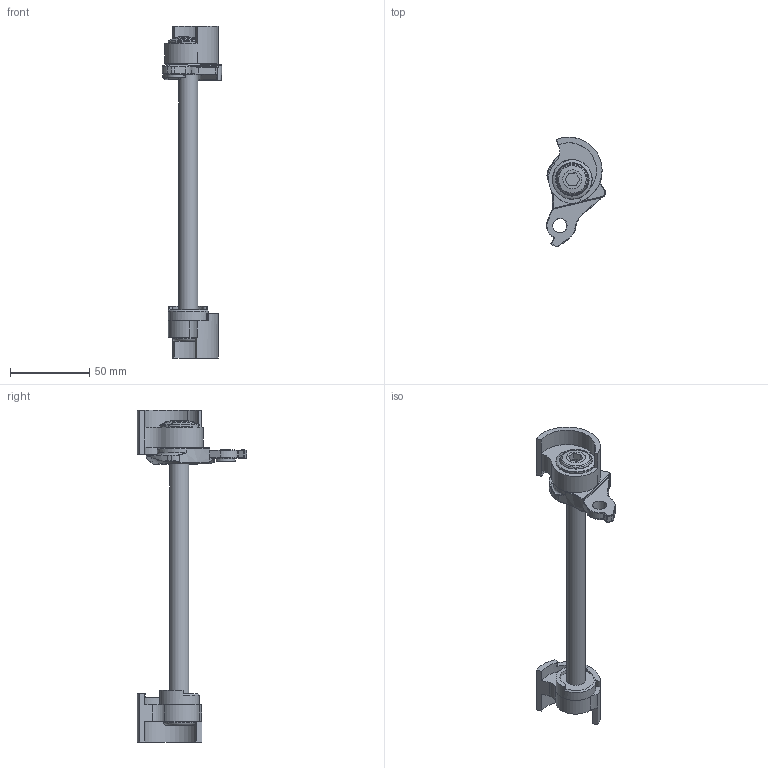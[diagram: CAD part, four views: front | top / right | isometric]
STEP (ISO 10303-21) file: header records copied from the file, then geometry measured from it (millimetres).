
FILE_DESCRIPTION(/* description */ (''),/* implementation_level */ '2;1');
FILE_NAME(/* name */ 'Dropouts.Maxle 180 12x1.UDH.step',/* time_stamp */ '2023-12-02T18:03:59+02:00',/* author */ (''),/* organization */ (''),/* preprocessor_version */ 'ST-DEVELOPER v20',/* originating_system */ 'Autodesk Translation Framework v12.14.0.127',/* authorisation */ '');
FILE_SCHEMA (('AUTOMOTIVE_DESIGN { 1 0 10303 214 3 1 1 }'));
Length unit declared in the file: millimetre
Products named in the file (6): Dropout vasak uus; Spacer; Maxle 180 12x1; Left Dropout; UDH; Right Dropout
Assembly tree (5 placements, depth 2):
  Dropout vasak uus
    Spacer
    Maxle 180 12x1
    Left Dropout
    UDH
    Right Dropout
Bounding box: 37.36 x 68.98 x 209 mm (x, y, z)
Volume: 59855.8 mm3; surface area: 29264.7 mm2
Topology: 5 solids, 6 shells, 328 faces, 827 edges, 519 vertices
Faces by surface type: cylinder 126, plane 73, bspline 54, torus 52, cone 17, sphere 6
Full cylindrical faces by diameter (mm): 9 x1, 11 x7, 11.884 x1, 11.96 x2, 12 x1, 12.1 x2, 15.2 x2, 15.25 x1, 16.9 x5, 17.05 x1, 19.9 x1, 19.95 x1, 20 x5, 20.6 x1, 25 x2, 26 x1
Entity records: 21972 total; most frequent: CARTESIAN_POINT 14111, ORIENTED_EDGE 1648, DIRECTION 1593, EDGE_CURVE 824, AXIS2_PLACEMENT_3D 662, VERTEX_POINT 519, CIRCLE 363, EDGE_LOOP 353
